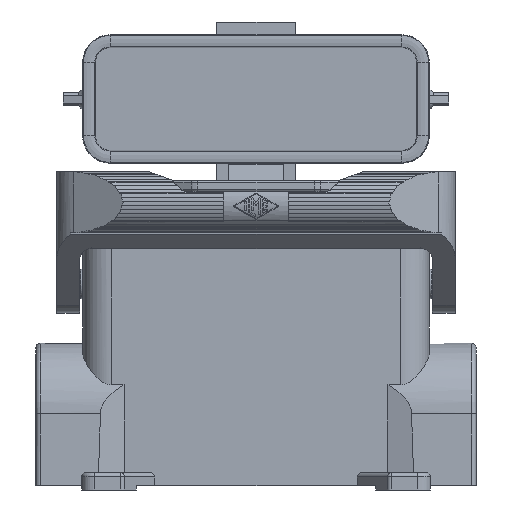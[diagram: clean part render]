
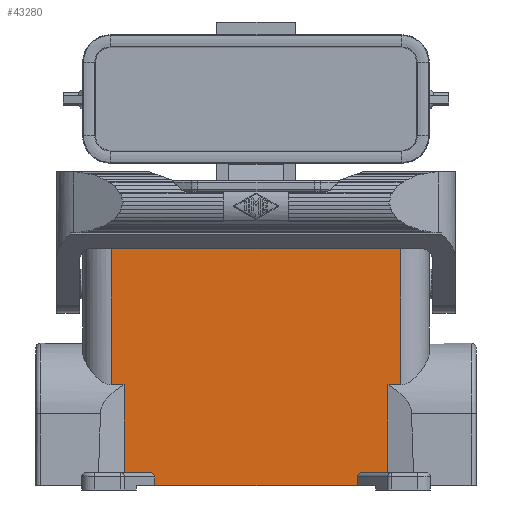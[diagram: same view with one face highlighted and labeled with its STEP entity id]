
A CAD part, front view. The second image highlights one B-rep face of the part: STEP entity #43280.
In plain terms, the highlighted face is planar.
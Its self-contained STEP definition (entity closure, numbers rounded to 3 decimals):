
#16670=CARTESIAN_POINT('',(-20.388,-53.,29.4));
#16680=VERTEX_POINT('',#16670);
#16710=CARTESIAN_POINT('',(3.07,-53.,29.4));
#16720=DIRECTION('',(1.,0.,0.));
#16730=VECTOR('',#16720,1.);
#16740=LINE('',#16710,#16730);
#16750=CARTESIAN_POINT('',(26.188,-53.,29.4));
#16760=VERTEX_POINT('',#16750);
#16770=EDGE_CURVE('',#16680,#16760,#16740,.T.);
#23010=CARTESIAN_POINT('',(-30.35,3.,29.4));
#23020=VERTEX_POINT('',#23010);
#23450=CARTESIAN_POINT('',(36.15,3.,29.4));
#23460=VERTEX_POINT('',#23450);
#23490=CARTESIAN_POINT('',(42.65,3.,29.4));
#23500=DIRECTION('',(-1.,0.,0.));
#23510=VECTOR('',#23500,1.);
#23520=LINE('',#23490,#23510);
#23530=EDGE_CURVE('',#23460,#23020,#23520,.T.);
#42120=CARTESIAN_POINT('',(26.188,-53.,29.4));
#42130=DIRECTION('',(0.,-1.,0.));
#42140=VECTOR('',#42130,1.);
#42150=LINE('',#42120,#42140);
#42160=CARTESIAN_POINT('',(26.188,-51.,29.4));
#42170=VERTEX_POINT('',#42160);
#42180=EDGE_CURVE('',#42170,#16760,#42150,.T.);
#42360=CARTESIAN_POINT('',(-30.35,3.,29.4));
#42370=DIRECTION('',(0.,0.,1.));
#42380=DIRECTION('',(1.,0.,0.));
#42390=AXIS2_PLACEMENT_3D('',#42360,#42370,#42380);
#42400=PLANE('',#42390);
#42410=CARTESIAN_POINT('',(36.15,3.,29.4));
#42420=DIRECTION('',(0.,-1.,0.));
#42430=VECTOR('',#42420,1.);
#42440=LINE('',#42410,#42430);
#42450=CARTESIAN_POINT('',(36.15,-29.812,29.4));
#42460=VERTEX_POINT('',#42450);
#42470=EDGE_CURVE('',#23460,#42460,#42440,.T.);
#42480=ORIENTED_EDGE('',*,*,#42470,.F.);
#42490=CARTESIAN_POINT('',(-47.6,-29.812,29.4));
#42500=DIRECTION('',(1.,0.,0.));
#42510=VECTOR('',#42500,1.);
#42520=LINE('',#42490,#42510);
#42530=CARTESIAN_POINT('',(33.189,-29.812,29.4));
#42540=VERTEX_POINT('',#42530);
#42550=EDGE_CURVE('',#42540,#42460,#42520,.T.);
#42560=ORIENTED_EDGE('',*,*,#42550,.T.);
#42570=CARTESIAN_POINT('',(33.189,-53.,29.4));
#42580=DIRECTION('',(0.,-1.,0.));
#42590=VECTOR('',#42580,1.);
#42600=LINE('',#42570,#42590);
#42610=CARTESIAN_POINT('',(33.189,-50.,29.4));
#42620=VERTEX_POINT('',#42610);
#42630=EDGE_CURVE('',#42540,#42620,#42600,.T.);
#42640=ORIENTED_EDGE('',*,*,#42630,.F.);
#42650=CARTESIAN_POINT('',(3.07,-50.,29.4));
#42660=DIRECTION('',(-1.,0.,0.));
#42670=VECTOR('',#42660,1.);
#42680=LINE('',#42650,#42670);
#42690=CARTESIAN_POINT('',(27.409,-50.,29.4));
#42700=VERTEX_POINT('',#42690);
#42710=EDGE_CURVE('',#42620,#42700,#42680,.T.);
#42720=ORIENTED_EDGE('',*,*,#42710,.F.);
#42730=CARTESIAN_POINT('',(27.409,-51.,29.4));
#42740=DIRECTION('',(0.,0.,1.));
#42750=DIRECTION('',(1.,0.,0.));
#42760=AXIS2_PLACEMENT_3D('',#42730,#42740,#42750);
#42770=ELLIPSE('',#42760,1.221,1.);
#42780=EDGE_CURVE('',#42700,#42170,#42770,.T.);
#42790=ORIENTED_EDGE('',*,*,#42780,.F.);
#42800=ORIENTED_EDGE('',*,*,#42180,.F.);
#42810=ORIENTED_EDGE('',*,*,#16770,.T.);
#42820=CARTESIAN_POINT('',(-20.388,-53.,29.4));
#42830=DIRECTION('',(0.,-1.,0.));
#42840=VECTOR('',#42830,1.);
#42850=LINE('',#42820,#42840);
#42860=CARTESIAN_POINT('',(-20.388,-51.,29.4));
#42870=VERTEX_POINT('',#42860);
#42880=EDGE_CURVE('',#42870,#16680,#42850,.T.);
#42890=ORIENTED_EDGE('',*,*,#42880,.T.);
#42900=CARTESIAN_POINT('',(-21.609,-51.,29.4));
#42910=DIRECTION('',(0.,0.,1.));
#42920=DIRECTION('',(1.,0.,0.));
#42930=AXIS2_PLACEMENT_3D('',#42900,#42910,#42920);
#42940=ELLIPSE('',#42930,1.221,1.);
#42950=CARTESIAN_POINT('',(-21.609,-50.,29.4));
#42960=VERTEX_POINT('',#42950);
#42970=EDGE_CURVE('',#42870,#42960,#42940,.T.);
#42980=ORIENTED_EDGE('',*,*,#42970,.F.);
#42990=CARTESIAN_POINT('',(3.07,-50.,29.4));
#43000=DIRECTION('',(1.,0.,0.));
#43010=VECTOR('',#43000,1.);
#43020=LINE('',#42990,#43010);
#43030=CARTESIAN_POINT('',(-27.389,-50.,29.4));
#43040=VERTEX_POINT('',#43030);
#43050=EDGE_CURVE('',#43040,#42960,#43020,.T.);
#43060=ORIENTED_EDGE('',*,*,#43050,.T.);
#43070=CARTESIAN_POINT('',(-27.389,-53.,29.4));
#43080=DIRECTION('',(0.,-1.,0.));
#43090=VECTOR('',#43080,1.);
#43100=LINE('',#43070,#43090);
#43110=CARTESIAN_POINT('',(-27.389,-29.812,29.4));
#43120=VERTEX_POINT('',#43110);
#43130=EDGE_CURVE('',#43120,#43040,#43100,.T.);
#43140=ORIENTED_EDGE('',*,*,#43130,.T.);
#43150=CARTESIAN_POINT('',(-30.35,-29.812,29.4));
#43160=VERTEX_POINT('',#43150);
#43170=EDGE_CURVE('',#43160,#43120,#42520,.T.);
#43180=ORIENTED_EDGE('',*,*,#43170,.T.);
#43190=CARTESIAN_POINT('',(-30.35,3.,29.4));
#43200=DIRECTION('',(0.,-1.,0.));
#43210=VECTOR('',#43200,1.);
#43220=LINE('',#43190,#43210);
#43230=EDGE_CURVE('',#23020,#43160,#43220,.T.);
#43240=ORIENTED_EDGE('',*,*,#43230,.T.);
#43250=ORIENTED_EDGE('',*,*,#23530,.T.);
#43260=EDGE_LOOP('',(#43250,#43240,#43180,#43140,#43060,#42980,#42890,
#42810,#42800,#42790,#42720,#42640,#42560,#42480));
#43270=FACE_OUTER_BOUND('',#43260,.T.);
#43280=ADVANCED_FACE('',(#43270),#42400,.T.);
